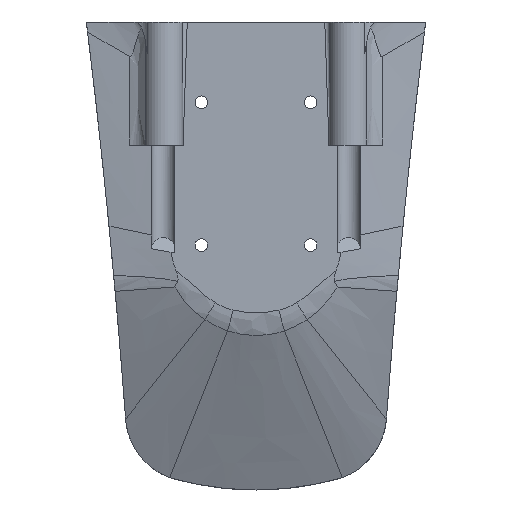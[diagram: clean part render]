
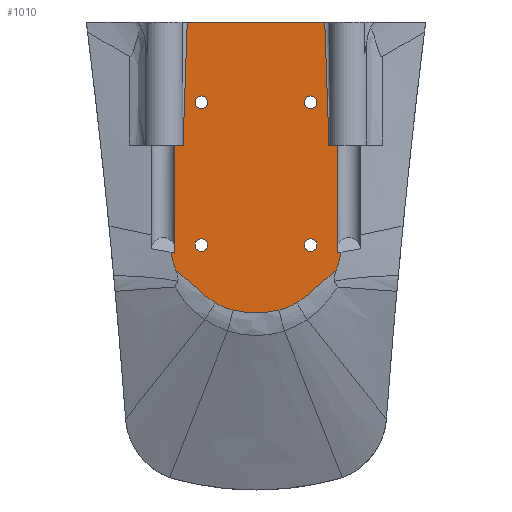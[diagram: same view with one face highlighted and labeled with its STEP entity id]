
A CAD part, front view. The second image highlights one B-rep face of the part: STEP entity #1010.
In plain terms, the highlighted planar face has unit normal (0, -1, 0).
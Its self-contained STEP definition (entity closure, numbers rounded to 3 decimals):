
#84=FACE_BOUND('',#164,.T.);
#85=FACE_BOUND('',#165,.T.);
#86=FACE_BOUND('',#166,.T.);
#87=FACE_BOUND('',#167,.T.);
#97=FACE_OUTER_BOUND('',#163,.T.);
#163=EDGE_LOOP('',(#698,#699,#700,#701,#702,#703,#704,#705,#706,#707,#708,
#709,#710,#711,#712,#713));
#164=EDGE_LOOP('',(#714));
#165=EDGE_LOOP('',(#715));
#166=EDGE_LOOP('',(#716));
#167=EDGE_LOOP('',(#717));
#238=CIRCLE('',#1106,32.5);
#239=CIRCLE('',#1107,32.5);
#240=CIRCLE('',#1108,2.381);
#241=CIRCLE('',#1109,2.381);
#242=CIRCLE('',#1110,2.381);
#243=CIRCLE('',#1111,2.381);
#274=B_SPLINE_CURVE_WITH_KNOTS('',3,(#1606,#1607,#1608,#1609),
 .UNSPECIFIED.,.F.,.F.,(4,4),(-30.5,-25.852),.UNSPECIFIED.);
#275=B_SPLINE_CURVE_WITH_KNOTS('',3,(#1619,#1620,#1621,#1622,#1623,#1624,
#1625,#1626,#1627),.UNSPECIFIED.,.F.,.F.,(4,1,1,1,2,4),(-1.716,
-1.372,-0.686,-0.343,0.,0.217),
 .UNSPECIFIED.);
#276=B_SPLINE_CURVE_WITH_KNOTS('',3,(#1629,#1630,#1631,#1632,#1633),
 .UNSPECIFIED.,.F.,.F.,(4,1,4),(-0.73,-0.314,0.),
 .UNSPECIFIED.);
#277=B_SPLINE_CURVE_WITH_KNOTS('',3,(#1635,#1636,#1637,#1638,#1639),
 .UNSPECIFIED.,.F.,.F.,(4,1,4),(-1.756,-0.753,-0.002),
 .UNSPECIFIED.);
#278=B_SPLINE_CURVE_WITH_KNOTS('',3,(#1641,#1642,#1643,#1644,#1645),
 .UNSPECIFIED.,.F.,.F.,(4,1,4),(-0.732,-0.314,-0.002),
 .UNSPECIFIED.);
#279=B_SPLINE_CURVE_WITH_KNOTS('',3,(#1647,#1648,#1649,#1650,#1651,#1652,
#1653,#1654,#1655),.UNSPECIFIED.,.F.,.F.,(4,2,1,1,1,4),(-1.933,
-1.716,-1.372,-1.029,-0.686,
0.),.UNSPECIFIED.);
#280=B_SPLINE_CURVE_WITH_KNOTS('',3,(#1664,#1665,#1666,#1667),
 .UNSPECIFIED.,.F.,.F.,(4,4),(25.852,30.5),.UNSPECIFIED.);
#330=LINE('',#1514,#371);
#334=LINE('',#1611,#375);
#335=LINE('',#1613,#376);
#336=LINE('',#1615,#377);
#337=LINE('',#1659,#378);
#338=LINE('',#1661,#379);
#339=LINE('',#1663,#380);
#371=VECTOR('',#1200,10.);
#375=VECTOR('',#1230,10.);
#376=VECTOR('',#1231,10.);
#377=VECTOR('',#1232,10.);
#378=VECTOR('',#1237,10.);
#379=VECTOR('',#1238,10.);
#380=VECTOR('',#1239,10.);
#416=VERTEX_POINT('',#1457);
#417=VERTEX_POINT('',#1513);
#428=VERTEX_POINT('',#1605);
#429=VERTEX_POINT('',#1610);
#430=VERTEX_POINT('',#1612);
#431=VERTEX_POINT('',#1614);
#432=VERTEX_POINT('',#1616);
#433=VERTEX_POINT('',#1618);
#434=VERTEX_POINT('',#1628);
#435=VERTEX_POINT('',#1634);
#436=VERTEX_POINT('',#1640);
#437=VERTEX_POINT('',#1646);
#438=VERTEX_POINT('',#1656);
#439=VERTEX_POINT('',#1658);
#440=VERTEX_POINT('',#1660);
#441=VERTEX_POINT('',#1662);
#442=VERTEX_POINT('',#1668);
#443=VERTEX_POINT('',#1670);
#444=VERTEX_POINT('',#1672);
#445=VERTEX_POINT('',#1674);
#519=EDGE_CURVE('',#417,#416,#330,.T.);
#533=EDGE_CURVE('',#428,#416,#274,.T.);
#534=EDGE_CURVE('',#428,#429,#334,.T.);
#535=EDGE_CURVE('',#429,#430,#335,.T.);
#536=EDGE_CURVE('',#431,#430,#336,.T.);
#537=EDGE_CURVE('',#431,#432,#238,.T.);
#538=EDGE_CURVE('',#433,#432,#275,.T.);
#539=EDGE_CURVE('',#434,#433,#276,.T.);
#540=EDGE_CURVE('',#435,#434,#277,.T.);
#541=EDGE_CURVE('',#436,#435,#278,.T.);
#542=EDGE_CURVE('',#437,#436,#279,.T.);
#543=EDGE_CURVE('',#437,#438,#239,.T.);
#544=EDGE_CURVE('',#439,#438,#337,.T.);
#545=EDGE_CURVE('',#439,#440,#338,.T.);
#546=EDGE_CURVE('',#440,#441,#339,.T.);
#547=EDGE_CURVE('',#417,#441,#280,.T.);
#548=EDGE_CURVE('',#442,#442,#240,.T.);
#549=EDGE_CURVE('',#443,#443,#241,.T.);
#550=EDGE_CURVE('',#444,#444,#242,.T.);
#551=EDGE_CURVE('',#445,#445,#243,.T.);
#698=ORIENTED_EDGE('',*,*,#519,.T.);
#699=ORIENTED_EDGE('',*,*,#533,.F.);
#700=ORIENTED_EDGE('',*,*,#534,.T.);
#701=ORIENTED_EDGE('',*,*,#535,.T.);
#702=ORIENTED_EDGE('',*,*,#536,.F.);
#703=ORIENTED_EDGE('',*,*,#537,.T.);
#704=ORIENTED_EDGE('',*,*,#538,.F.);
#705=ORIENTED_EDGE('',*,*,#539,.F.);
#706=ORIENTED_EDGE('',*,*,#540,.F.);
#707=ORIENTED_EDGE('',*,*,#541,.F.);
#708=ORIENTED_EDGE('',*,*,#542,.F.);
#709=ORIENTED_EDGE('',*,*,#543,.T.);
#710=ORIENTED_EDGE('',*,*,#544,.F.);
#711=ORIENTED_EDGE('',*,*,#545,.T.);
#712=ORIENTED_EDGE('',*,*,#546,.T.);
#713=ORIENTED_EDGE('',*,*,#547,.F.);
#714=ORIENTED_EDGE('',*,*,#548,.T.);
#715=ORIENTED_EDGE('',*,*,#549,.T.);
#716=ORIENTED_EDGE('',*,*,#550,.T.);
#717=ORIENTED_EDGE('',*,*,#551,.T.);
#993=PLANE('',#1105);
#1010=ADVANCED_FACE('',(#97,#84,#85,#86,#87),#993,.F.);
#1105=AXIS2_PLACEMENT_3D('',#1604,#1228,#1229);
#1106=AXIS2_PLACEMENT_3D('',#1617,#1233,#1234);
#1107=AXIS2_PLACEMENT_3D('',#1657,#1235,#1236);
#1108=AXIS2_PLACEMENT_3D('',#1669,#1240,#1241);
#1109=AXIS2_PLACEMENT_3D('',#1671,#1242,#1243);
#1110=AXIS2_PLACEMENT_3D('',#1673,#1244,#1245);
#1111=AXIS2_PLACEMENT_3D('',#1675,#1246,#1247);
#1200=DIRECTION('',(-1.,0.,0.));
#1228=DIRECTION('center_axis',(0.,1.,0.));
#1229=DIRECTION('ref_axis',(0.,0.,1.));
#1230=DIRECTION('',(-1.,0.,0.));
#1231=DIRECTION('',(0.,0.,-1.));
#1232=DIRECTION('',(1.,0.,0.));
#1233=DIRECTION('center_axis',(0.,-1.,0.));
#1234=DIRECTION('ref_axis',(-1.,0.,0.));
#1235=DIRECTION('center_axis',(0.,-1.,0.));
#1236=DIRECTION('ref_axis',(-1.,0.,0.));
#1237=DIRECTION('',(1.,0.,0.));
#1238=DIRECTION('',(0.,0.,1.));
#1239=DIRECTION('',(-1.,0.,0.));
#1240=DIRECTION('center_axis',(0.,1.,0.));
#1241=DIRECTION('ref_axis',(1.,0.,0.));
#1242=DIRECTION('center_axis',(0.,1.,0.));
#1243=DIRECTION('ref_axis',(1.,0.,0.));
#1244=DIRECTION('center_axis',(0.,1.,0.));
#1245=DIRECTION('ref_axis',(1.,0.,0.));
#1246=DIRECTION('center_axis',(0.,1.,0.));
#1247=DIRECTION('ref_axis',(1.,0.,0.));
#1457=CARTESIAN_POINT('',(-26.378,-4.,-93.517));
#1513=CARTESIAN_POINT('',(25.595,-4.,-93.517));
#1514=CARTESIAN_POINT('',(50.322,-4.,-93.517));
#1604=CARTESIAN_POINT('Origin',(-0.338,-4.,24.63));
#1605=CARTESIAN_POINT('',(-27.959,-4.,-140.));
#1606=CARTESIAN_POINT('Ctrl Pts',(-27.959,-4.,-140.));
#1607=CARTESIAN_POINT('Ctrl Pts',(-27.959,-4.,-124.506));
#1608=CARTESIAN_POINT('Ctrl Pts',(-27.219,-4.,-109.011));
#1609=CARTESIAN_POINT('Ctrl Pts',(-26.378,-4.,-93.517));
#1610=CARTESIAN_POINT('',(-31.004,-4.,-140.));
#1611=CARTESIAN_POINT('',(-17.865,-4.,-140.));
#1612=CARTESIAN_POINT('',(-31.004,-4.,-180.49));
#1613=CARTESIAN_POINT('',(-31.004,-4.,-147.5));
#1614=CARTESIAN_POINT('',(-32.495,-4.,-180.49));
#1615=CARTESIAN_POINT('',(-17.865,-4.,-180.49));
#1616=CARTESIAN_POINT('',(-30.655,-4.,-187.275));
#1617=CARTESIAN_POINT('Origin',(-0.392,-4.,-175.427));
#1618=CARTESIAN_POINT('',(-15.783,-4.,-199.571));
#1619=CARTESIAN_POINT('Ctrl Pts',(-15.783,-4.,-199.571));
#1620=CARTESIAN_POINT('Ctrl Pts',(-16.756,-4.,-198.97));
#1621=CARTESIAN_POINT('Ctrl Pts',(-19.586,-4.,-197.019));
#1622=CARTESIAN_POINT('Ctrl Pts',(-23.01,-4.,-193.976));
#1623=CARTESIAN_POINT('Ctrl Pts',(-26.321,-4.,-190.824));
#1624=CARTESIAN_POINT('Ctrl Pts',(-28.022,-4.,-189.292));
#1625=CARTESIAN_POINT('Ctrl Pts',(-29.476,-4.,-188.119));
#1626=CARTESIAN_POINT('Ctrl Pts',(-30.057,-4.,-187.685));
#1627=CARTESIAN_POINT('Ctrl Pts',(-30.655,-4.,-187.275));
#1628=CARTESIAN_POINT('',(-9.072,-4.,-202.372));
#1629=CARTESIAN_POINT('Ctrl Pts',(-9.072,-4.,-202.372));
#1630=CARTESIAN_POINT('Ctrl Pts',(-10.415,-4.,-202.022));
#1631=CARTESIAN_POINT('Ctrl Pts',(-12.723,-4.,-201.232));
#1632=CARTESIAN_POINT('Ctrl Pts',(-14.894,-4.,-200.12));
#1633=CARTESIAN_POINT('Ctrl Pts',(-15.783,-4.,-199.571));
#1634=CARTESIAN_POINT('',(8.289,-4.,-202.372));
#1635=CARTESIAN_POINT('Ctrl Pts',(8.289,-4.,-202.372));
#1636=CARTESIAN_POINT('Ctrl Pts',(5.05,-4.,-203.196));
#1637=CARTESIAN_POINT('Ctrl Pts',(-0.823,-4.,
-203.824));
#1638=CARTESIAN_POINT('Ctrl Pts',(-6.644,-4.,-202.99));
#1639=CARTESIAN_POINT('Ctrl Pts',(-9.072,-4.,-202.372));
#1640=CARTESIAN_POINT('',(15.,-4.,-199.571));
#1641=CARTESIAN_POINT('Ctrl Pts',(15.,-4.,-199.571));
#1642=CARTESIAN_POINT('Ctrl Pts',(13.814,-4.,-200.304));
#1643=CARTESIAN_POINT('Ctrl Pts',(11.613,-4.,-201.362));
#1644=CARTESIAN_POINT('Ctrl Pts',(9.294,-4.,-202.11));
#1645=CARTESIAN_POINT('Ctrl Pts',(8.289,-4.,-202.372));
#1646=CARTESIAN_POINT('',(29.872,-4.,-187.275));
#1647=CARTESIAN_POINT('Ctrl Pts',(29.872,-4.,-187.275));
#1648=CARTESIAN_POINT('Ctrl Pts',(29.274,-4.,-187.685));
#1649=CARTESIAN_POINT('Ctrl Pts',(28.693,-4.,-188.119));
#1650=CARTESIAN_POINT('Ctrl Pts',(27.239,-4.,-189.292));
#1651=CARTESIAN_POINT('Ctrl Pts',(25.539,-4.,-190.824));
#1652=CARTESIAN_POINT('Ctrl Pts',(23.053,-4.,-193.187));
#1653=CARTESIAN_POINT('Ctrl Pts',(19.672,-4.,-196.268));
#1654=CARTESIAN_POINT('Ctrl Pts',(16.946,-4.,-198.368));
#1655=CARTESIAN_POINT('Ctrl Pts',(15.,-4.,-199.571));
#1656=CARTESIAN_POINT('',(31.712,-4.,-180.49));
#1657=CARTESIAN_POINT('Origin',(-0.392,-4.,-175.427));
#1658=CARTESIAN_POINT('',(30.221,-4.,-180.49));
#1659=CARTESIAN_POINT('',(17.135,-4.,-180.49));
#1660=CARTESIAN_POINT('',(30.221,-4.,-140.));
#1661=CARTESIAN_POINT('',(30.221,-4.,-147.5));
#1662=CARTESIAN_POINT('',(27.175,-4.,-140.));
#1663=CARTESIAN_POINT('',(17.135,-4.,-140.));
#1664=CARTESIAN_POINT('Ctrl Pts',(25.595,-4.,-93.517));
#1665=CARTESIAN_POINT('Ctrl Pts',(26.436,-4.,-109.011));
#1666=CARTESIAN_POINT('Ctrl Pts',(27.175,-4.,-124.506));
#1667=CARTESIAN_POINT('Ctrl Pts',(27.175,-4.,-140.));
#1668=CARTESIAN_POINT('',(-23.41,-4.,-123.825));
#1669=CARTESIAN_POINT('Origin',(-21.029,-4.,-123.825));
#1670=CARTESIAN_POINT('',(17.865,-4.,-123.825));
#1671=CARTESIAN_POINT('Origin',(20.246,-4.,-123.825));
#1672=CARTESIAN_POINT('',(17.865,-4.,-177.8));
#1673=CARTESIAN_POINT('Origin',(20.246,-4.,-177.8));
#1674=CARTESIAN_POINT('',(-23.41,-4.,-177.8));
#1675=CARTESIAN_POINT('Origin',(-21.029,-4.,-177.8));
